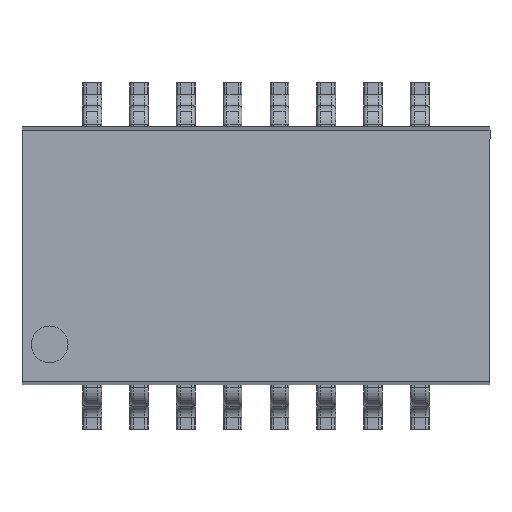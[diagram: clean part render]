
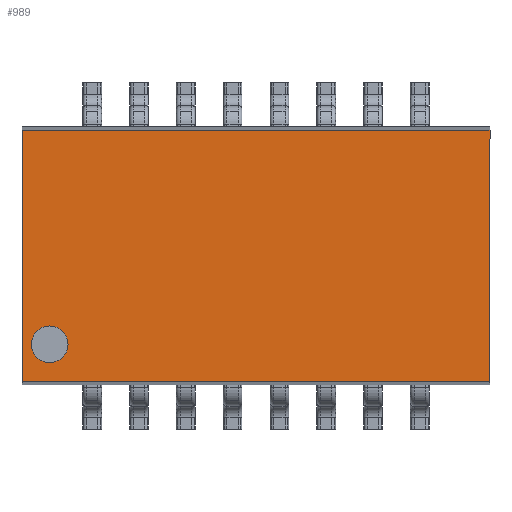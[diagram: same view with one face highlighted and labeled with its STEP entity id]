
A CAD part, top view. The second image highlights one B-rep face of the part: STEP entity #989.
In plain terms, the highlighted face is planar.
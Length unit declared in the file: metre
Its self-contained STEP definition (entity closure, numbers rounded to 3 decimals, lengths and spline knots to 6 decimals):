
#130=PLANE('',#1237);
#204=LINE('',#1824,#284);
#207=LINE('',#1830,#287);
#209=LINE('',#1834,#289);
#210=LINE('',#1836,#290);
#284=VECTOR('',#1534,1.);
#287=VECTOR('',#1539,1.);
#289=VECTOR('',#1543,1.);
#290=VECTOR('',#1546,1.);
#541=ORIENTED_EDGE('',*,*,#673,.T.);
#542=ORIENTED_EDGE('',*,*,#676,.F.);
#543=ORIENTED_EDGE('',*,*,#678,.T.);
#544=ORIENTED_EDGE('',*,*,#679,.T.);
#545=ORIENTED_EDGE('',*,*,#680,.F.);
#546=ORIENTED_EDGE('',*,*,#641,.F.);
#641=EDGE_CURVE('',#741,#742,#814,.T.);
#673=EDGE_CURVE('',#764,#763,#204,.T.);
#676=EDGE_CURVE('',#765,#763,#207,.T.);
#678=EDGE_CURVE('',#765,#766,#209,.T.);
#679=EDGE_CURVE('',#766,#764,#210,.T.);
#680=EDGE_CURVE('',#742,#741,#816,.T.);
#741=VERTEX_POINT('',#1757);
#742=VERTEX_POINT('',#1759);
#763=VERTEX_POINT('',#1823);
#764=VERTEX_POINT('',#1825);
#765=VERTEX_POINT('',#1829);
#766=VERTEX_POINT('',#1833);
#814=CIRCLE('',#1220,0.0005);
#816=CIRCLE('',#1238,0.0005);
#866=EDGE_LOOP('',(#541,#542,#543,#544));
#867=EDGE_LOOP('',(#545,#546));
#918=FACE_BOUND('',#866,.T.);
#919=FACE_BOUND('',#867,.T.);
#989=ADVANCED_FACE('',(#918,#919),#130,.T.);
#1220=AXIS2_PLACEMENT_3D('',#1758,#1476,#1477);
#1237=AXIS2_PLACEMENT_3D('',#1837,#1547,#1548);
#1238=AXIS2_PLACEMENT_3D('',#1838,#1549,#1550);
#1476=DIRECTION('',(0.,1.,0.));
#1477=DIRECTION('',(-1.,0.,0.));
#1534=DIRECTION('',(-1.,0.,0.));
#1539=DIRECTION('',(0.,0.,-1.));
#1543=DIRECTION('',(1.,0.,0.));
#1546=DIRECTION('',(0.,0.,-1.));
#1547=DIRECTION('',(0.,1.,0.));
#1548=DIRECTION('',(0.,0.,1.));
#1549=DIRECTION('',(0.,1.,0.));
#1550=DIRECTION('',(-1.,0.,0.));
#1757=CARTESIAN_POINT('',(0.006735,0.004318,-0.002406));
#1758=CARTESIAN_POINT('',(0.006235,0.004318,-0.002406));
#1759=CARTESIAN_POINT('',(0.005735,0.004318,-0.002406));
#1823=CARTESIAN_POINT('',(-0.005715,0.004318,-0.003406));
#1824=CARTESIAN_POINT('',(-0.004655,0.004318,-0.003406));
#1825=CARTESIAN_POINT('',(0.006985,0.004318,-0.003406));
#1829=CARTESIAN_POINT('',(-0.005715,0.004318,0.003406));
#1830=CARTESIAN_POINT('',(-0.005715,0.004318,-0.001608));
#1833=CARTESIAN_POINT('',(0.006985,0.004318,0.003406));
#1834=CARTESIAN_POINT('',(-0.004655,0.004318,0.003406));
#1836=CARTESIAN_POINT('',(0.006985,0.004318,-0.001608));
#1837=CARTESIAN_POINT('',(0.000635,0.004318,0.));
#1838=CARTESIAN_POINT('',(0.006235,0.004318,-0.002406));
